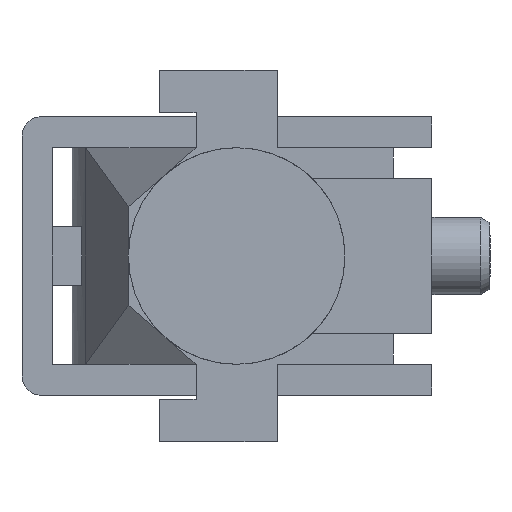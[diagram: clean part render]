
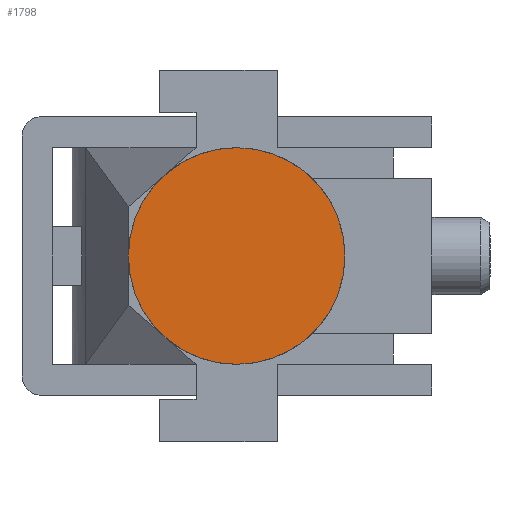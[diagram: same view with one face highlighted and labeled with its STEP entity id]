
A CAD part, left-side view. The second image highlights one B-rep face of the part: STEP entity #1798.
In plain terms, the highlighted planar face has unit normal (-1, 0, 0).
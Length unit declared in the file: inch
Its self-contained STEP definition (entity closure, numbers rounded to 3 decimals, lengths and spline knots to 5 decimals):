
#92 = ORIENTED_EDGE ( 'NONE', *, *, #2351, .T. ) ;
#246 = CIRCLE ( 'NONE', #2037, 0.056 ) ;
#247 = VERTEX_POINT ( 'NONE', #298 ) ;
#290 = DIRECTION ( 'NONE',  ( -1., 0., 0. ) ) ;
#298 = CARTESIAN_POINT ( 'NONE',  ( -0.293, 0.086, 0.056 ) ) ;
#301 = EDGE_CURVE ( 'NONE', #247, #342, #2868, .T. ) ;
#342 = VERTEX_POINT ( 'NONE', #1224 ) ;
#657 = CARTESIAN_POINT ( 'NONE',  ( -0.293, 0.086, 0. ) ) ;
#665 = AXIS2_PLACEMENT_3D ( 'NONE', #657, #1216, #2531 ) ;
#688 = EDGE_LOOP ( 'NONE', ( #92, #1781 ) ) ;
#1127 = FACE_OUTER_BOUND ( 'NONE', #688, .T. ) ;
#1160 = DIRECTION ( 'NONE',  ( 0., 0., 1. ) ) ;
#1204 = AXIS2_PLACEMENT_3D ( 'NONE', #2808, #2789, #2121 ) ;
#1216 = DIRECTION ( 'NONE',  ( -1., 0., 0. ) ) ;
#1224 = CARTESIAN_POINT ( 'NONE',  ( -0.293, 0.086, -0.056 ) ) ;
#1566 = PLANE ( 'NONE',  #1204 ) ;
#1781 = ORIENTED_EDGE ( 'NONE', *, *, #301, .T. ) ;
#1798 = ADVANCED_FACE ( 'NONE', ( #1127 ), #1566, .T. ) ;
#2037 = AXIS2_PLACEMENT_3D ( 'NONE', #2787, #290, #1160 ) ;
#2121 = DIRECTION ( 'NONE',  ( 0., 0., 1. ) ) ;
#2351 = EDGE_CURVE ( 'NONE', #342, #247, #246, .T. ) ;
#2531 = DIRECTION ( 'NONE',  ( 0., 0., 1. ) ) ;
#2787 = CARTESIAN_POINT ( 'NONE',  ( -0.293, 0.086, 0. ) ) ;
#2789 = DIRECTION ( 'NONE',  ( -1., 0., 0. ) ) ;
#2808 = CARTESIAN_POINT ( 'NONE',  ( -0.293, 0., 0. ) ) ;
#2868 = CIRCLE ( 'NONE', #665, 0.056 ) ;
